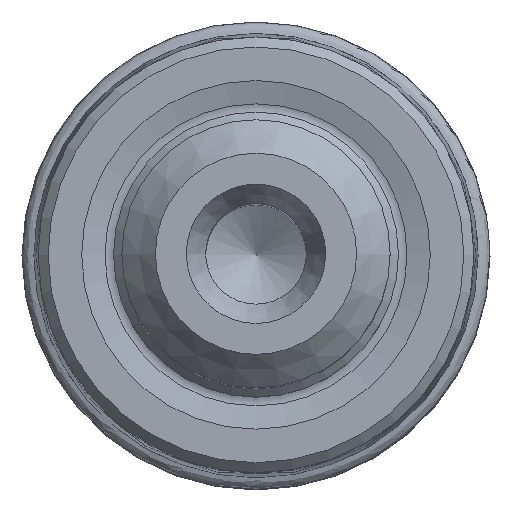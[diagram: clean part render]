
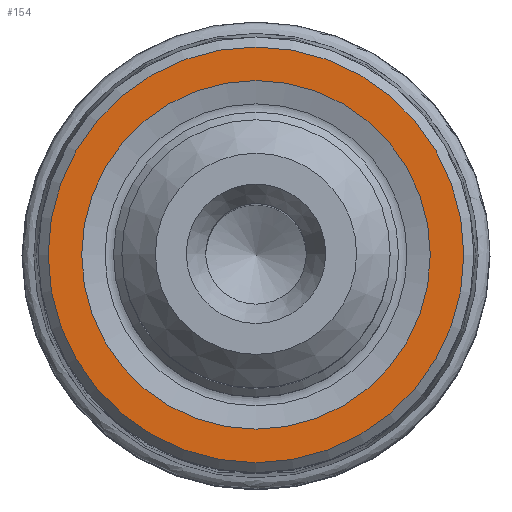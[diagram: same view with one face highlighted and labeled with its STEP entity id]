
A CAD part, top view. The second image highlights one B-rep face of the part: STEP entity #154.
In plain terms, the highlighted planar face has unit normal (0, 0, 1).
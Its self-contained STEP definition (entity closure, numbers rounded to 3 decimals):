
#154=ADVANCED_FACE('',(#215,#216),#211,.F.);
#211=PLANE('',#723);
#215=FACE_BOUND('',#327,.T.);
#216=FACE_BOUND('',#328,.T.);
#327=EDGE_LOOP('',(#439));
#328=EDGE_LOOP('',(#440));
#439=ORIENTED_EDGE('',*,*,#608,.T.);
#440=ORIENTED_EDGE('',*,*,#609,.T.);
#551=VERTEX_POINT('',#1030);
#552=VERTEX_POINT('',#1032);
#608=EDGE_CURVE('',#551,#551,#664,.T.);
#609=EDGE_CURVE('',#552,#552,#665,.T.);
#664=CIRCLE('',#721,6.2);
#665=CIRCLE('',#722,5.199);
#721=AXIS2_PLACEMENT_3D('',#1029,#814,#815);
#722=AXIS2_PLACEMENT_3D('',#1031,#816,#817);
#723=AXIS2_PLACEMENT_3D('',#1033,#818,#819);
#814=DIRECTION('',(0.,0.,1.));
#815=DIRECTION('',(-1.,0.,0.));
#816=DIRECTION('',(0.,0.,-1.));
#817=DIRECTION('',(-1.,0.,0.));
#818=DIRECTION('',(0.,0.,-1.));
#819=DIRECTION('',(-1.,0.,0.));
#1029=CARTESIAN_POINT('',(0.,0.,0.));
#1030=CARTESIAN_POINT('',(-6.2,0.,0.));
#1031=CARTESIAN_POINT('',(0.,0.,0.));
#1032=CARTESIAN_POINT('',(-5.199,0.,0.));
#1033=CARTESIAN_POINT('',(0.,0.,0.));
